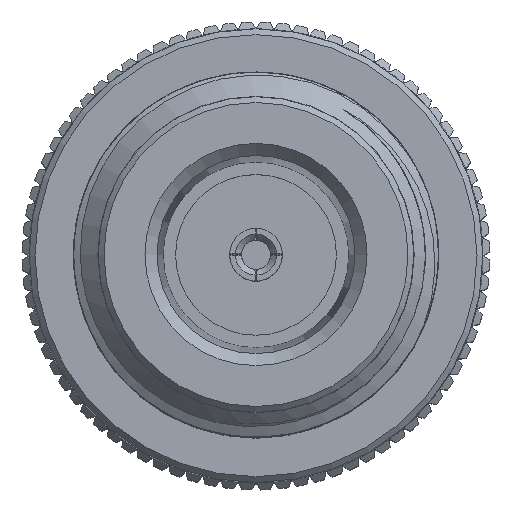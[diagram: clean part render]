
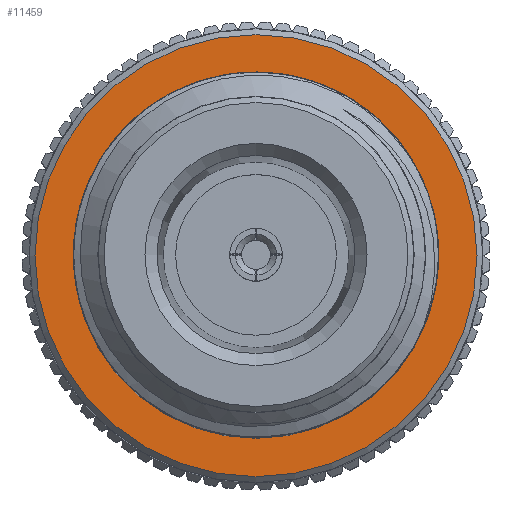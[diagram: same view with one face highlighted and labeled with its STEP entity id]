
A CAD part, top view. The second image highlights one B-rep face of the part: STEP entity #11459.
In plain terms, the highlighted planar face has unit normal (0, 0, 1).
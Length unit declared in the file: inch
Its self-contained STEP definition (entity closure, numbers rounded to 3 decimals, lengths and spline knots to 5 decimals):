
#126 = DIRECTION ( 'NONE',  ( 0., 0., -1. ) ) ;
#185 = VERTEX_POINT ( 'NONE', #7818 ) ;
#372 = AXIS2_PLACEMENT_3D ( 'NONE', #11020, #126, #9960 ) ;
#428 = AXIS2_PLACEMENT_3D ( 'NONE', #12742, #5297, #6666 ) ;
#1558 = DIRECTION ( 'NONE',  ( 0., 1., 0. ) ) ;
#1875 = EDGE_LOOP ( 'NONE', ( #4272 ) ) ;
#2354 = ORIENTED_EDGE ( 'NONE', *, *, #5119, .F. ) ;
#2531 = DIRECTION ( 'NONE',  ( 0., 0., 1. ) ) ;
#2936 = CIRCLE ( 'NONE', #372, 0.3125 ) ;
#3975 = CARTESIAN_POINT ( 'NONE',  ( 0., 0.38809, -1.13103 ) ) ;
#4272 = ORIENTED_EDGE ( 'NONE', *, *, #15735, .T. ) ;
#5119 = EDGE_CURVE ( 'NONE', #185, #185, #7360, .T. ) ;
#5297 = DIRECTION ( 'NONE',  ( 0., 0., -1. ) ) ;
#6228 = PLANE ( 'NONE',  #12367 ) ;
#6666 = DIRECTION ( 'NONE',  ( 0., -1., 0. ) ) ;
#6689 = CARTESIAN_POINT ( 'NONE',  ( 0.3125, 0., -1.13103 ) ) ;
#7360 = CIRCLE ( 'NONE', #428, 0.37809 ) ;
#7818 = CARTESIAN_POINT ( 'NONE',  ( 0., -0.37809, -1.13103 ) ) ;
#9960 = DIRECTION ( 'NONE',  ( 1., 0., 0. ) ) ;
#11020 = CARTESIAN_POINT ( 'NONE',  ( 0., 0., -1.13103 ) ) ;
#11459 = ADVANCED_FACE ( 'NONE', ( #13590, #12614 ), #6228, .T. ) ;
#11918 = EDGE_LOOP ( 'NONE', ( #2354 ) ) ;
#12367 = AXIS2_PLACEMENT_3D ( 'NONE', #3975, #2531, #1558 ) ;
#12614 = FACE_OUTER_BOUND ( 'NONE', #11918, .T. ) ;
#12742 = CARTESIAN_POINT ( 'NONE',  ( 0., 0., -1.13103 ) ) ;
#13590 = FACE_BOUND ( 'NONE', #1875, .T. ) ;
#15578 = VERTEX_POINT ( 'NONE', #6689 ) ;
#15735 = EDGE_CURVE ( 'NONE', #15578, #15578, #2936, .T. ) ;
